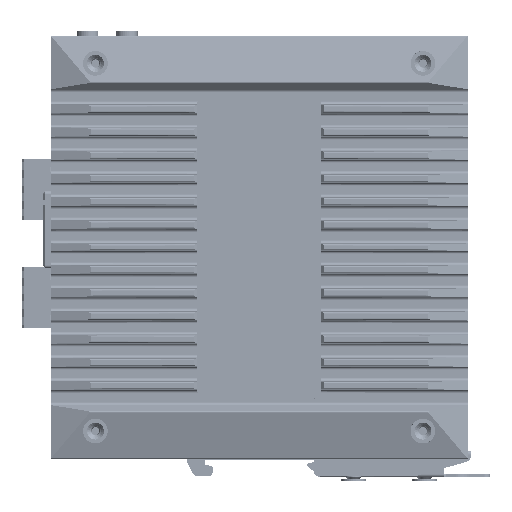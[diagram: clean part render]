
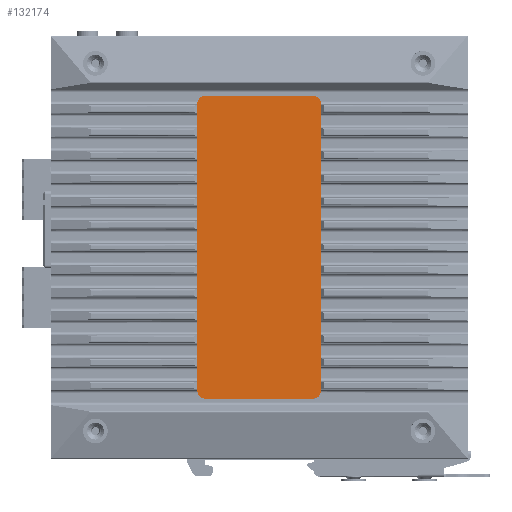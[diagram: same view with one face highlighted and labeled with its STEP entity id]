
A CAD part, front view. The second image highlights one B-rep face of the part: STEP entity #132174.
In plain terms, the highlighted planar face has unit normal (0, -1, 0).
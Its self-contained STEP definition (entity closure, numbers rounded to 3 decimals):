
#41145=DIRECTION('',(0.,0.,1.));
#41146=VECTOR('',#41145,93.);
#41147=CARTESIAN_POINT('',(-20.5,-3.6,-46.5));
#41148=LINE('',#41147,#41146);
#41431=DIRECTION('',(0.,0.,1.));
#41432=VECTOR('',#41431,93.);
#41433=CARTESIAN_POINT('',(19.5,-3.6,-46.5));
#41434=LINE('',#41433,#41432);
#41435=CARTESIAN_POINT('',(17.,-3.6,-46.5));
#41436=DIRECTION('',(0.,-1.,0.));
#41437=DIRECTION('',(0.,0.,-1.));
#41438=AXIS2_PLACEMENT_3D('',#41435,#41436,#41437);
#41440=DIRECTION('',(1.,0.,0.));
#41441=VECTOR('',#41440,35.);
#41442=CARTESIAN_POINT('',(-18.,-3.6,-49.));
#41443=LINE('',#41442,#41441);
#41444=CARTESIAN_POINT('',(-18.,-3.6,-46.5));
#41445=DIRECTION('',(0.,-1.,0.));
#41446=DIRECTION('',(-1.,0.,0.));
#41447=AXIS2_PLACEMENT_3D('',#41444,#41445,#41446);
#41449=CARTESIAN_POINT('',(-18.,-3.6,46.5));
#41450=DIRECTION('',(0.,-1.,0.));
#41451=DIRECTION('',(0.,0.,1.));
#41452=AXIS2_PLACEMENT_3D('',#41449,#41450,#41451);
#41454=DIRECTION('',(-1.,0.,0.));
#41455=VECTOR('',#41454,35.);
#41456=CARTESIAN_POINT('',(17.,-3.6,49.));
#41457=LINE('',#41456,#41455);
#41458=CARTESIAN_POINT('',(17.,-3.6,46.5));
#41459=DIRECTION('',(0.,-1.,0.));
#41460=DIRECTION('',(1.,0.,0.));
#41461=AXIS2_PLACEMENT_3D('',#41458,#41459,#41460);
#67873=CARTESIAN_POINT('',(-18.,-3.6,-49.));
#67874=VERTEX_POINT('',#67873);
#67920=CARTESIAN_POINT('',(-20.5,-3.6,-46.5));
#67921=CARTESIAN_POINT('',(-20.5,-3.6,46.5));
#67922=VERTEX_POINT('',#67920);
#67923=VERTEX_POINT('',#67921);
#67962=CARTESIAN_POINT('',(17.,-3.6,-49.));
#67963=VERTEX_POINT('',#67962);
#68133=CARTESIAN_POINT('',(-18.,-3.6,49.));
#68134=VERTEX_POINT('',#68133);
#68181=CARTESIAN_POINT('',(19.5,-3.6,-46.5));
#68182=VERTEX_POINT('',#68181);
#68257=CARTESIAN_POINT('',(17.,-3.6,49.));
#68258=VERTEX_POINT('',#68257);
#68259=CARTESIAN_POINT('',(19.5,-3.6,46.5));
#68260=VERTEX_POINT('',#68259);
#132152=CARTESIAN_POINT('',(67.,-3.6,-45.));
#132153=DIRECTION('',(0.,-1.,0.));
#132154=DIRECTION('',(0.,0.,-1.));
#132155=AXIS2_PLACEMENT_3D('',#132152,#132153,#132154);
#132156=PLANE('',#132155);
#132158=ORIENTED_EDGE('',*,*,#132157,.F.);
#132160=ORIENTED_EDGE('',*,*,#132159,.F.);
#132162=ORIENTED_EDGE('',*,*,#132161,.F.);
#132164=ORIENTED_EDGE('',*,*,#132163,.F.);
#132165=ORIENTED_EDGE('',*,*,#131992,.T.);
#132167=ORIENTED_EDGE('',*,*,#132166,.F.);
#132169=ORIENTED_EDGE('',*,*,#132168,.F.);
#132171=ORIENTED_EDGE('',*,*,#132170,.F.);
#132172=EDGE_LOOP('',(#132158,#132160,#132162,#132164,#132165,#132167,#132169,
#132171));
#132173=FACE_OUTER_BOUND('',#132172,.F.);
#41439=CIRCLE('',#41438,2.5);
#41448=CIRCLE('',#41447,2.5);
#41453=CIRCLE('',#41452,2.5);
#41462=CIRCLE('',#41461,2.5);
#131992=EDGE_CURVE('',#67922,#67923,#41148,.T.);
#132157=EDGE_CURVE('',#68182,#68260,#41434,.T.);
#132159=EDGE_CURVE('',#67963,#68182,#41439,.T.);
#132161=EDGE_CURVE('',#67874,#67963,#41443,.T.);
#132163=EDGE_CURVE('',#67922,#67874,#41448,.T.);
#132166=EDGE_CURVE('',#68134,#67923,#41453,.T.);
#132168=EDGE_CURVE('',#68258,#68134,#41457,.T.);
#132170=EDGE_CURVE('',#68260,#68258,#41462,.T.);
#132174=ADVANCED_FACE('',(#132173),#132156,.T.);
